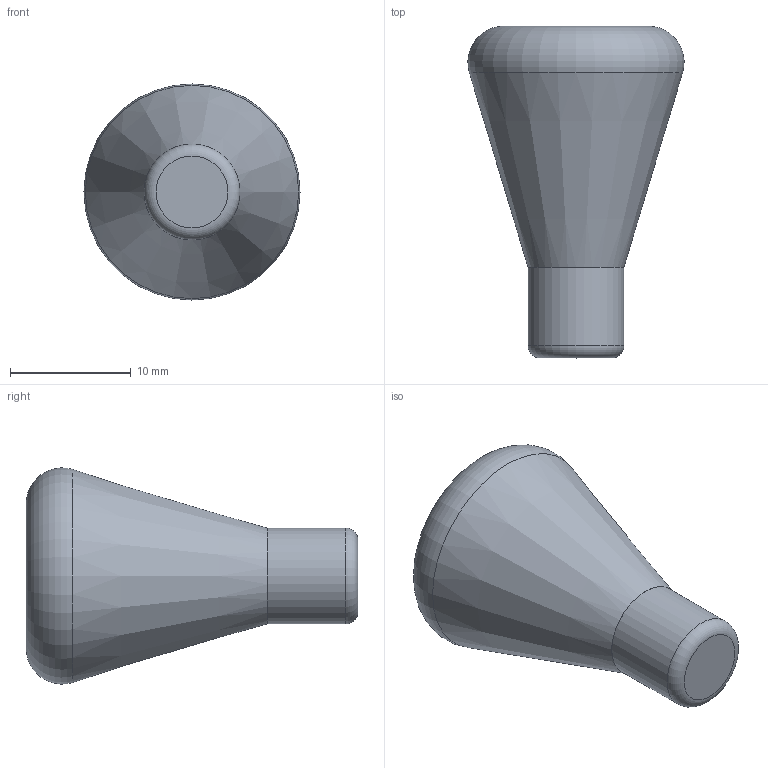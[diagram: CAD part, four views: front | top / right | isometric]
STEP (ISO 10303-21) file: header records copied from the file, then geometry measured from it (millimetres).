
FILE_DESCRIPTION(/* description */ (''),/* implementation_level */ '2;1');
FILE_NAME(/* name */ 'Suport_STEAG v1.step',/* time_stamp */ '2018-03-09T15:22:55+02:00',/* author */ (''),/* organization */ (''),/* preprocessor_version */ 'ST-DEVELOPER v16.13',/* originating_system */ 'Autodesk Translation Framework v6.5.0.72',/* authorisation */ '');
FILE_SCHEMA (('AUTOMOTIVE_DESIGN { 1 0 10303 214 3 1 1 }'));
Length unit declared in the file: millimetre
Products named in the file (1): Suport_STEAG
Bounding box: 17.92 x 27.5 x 17.92 mm (x, y, z)
Volume: 2768.2 mm3; surface area: 1516.6 mm2
Topology: 1 solids, 1 shells, 8 faces, 15 edges, 10 vertices
Faces by surface type: plane 3, torus 2, cone 2, cylinder 1
Full cylindrical faces by diameter (mm): 7.95 x1
Entity records: 244 total; most frequent: DIRECTION 45, CARTESIAN_POINT 34, ORIENTED_EDGE 30, AXIS2_PLACEMENT_3D 21, EDGE_CURVE 15, CIRCLE 12, VERTEX_POINT 10, EDGE_LOOP 9
